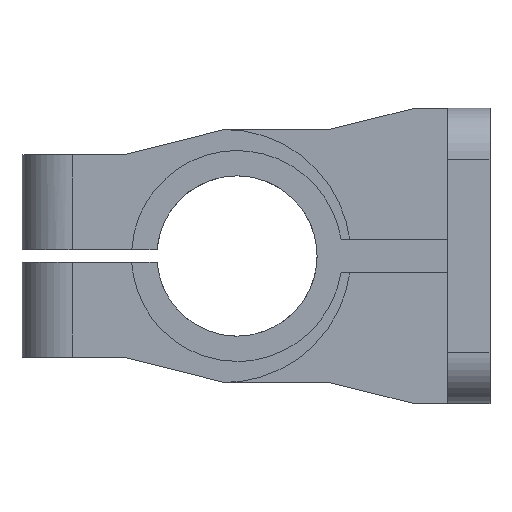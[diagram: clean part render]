
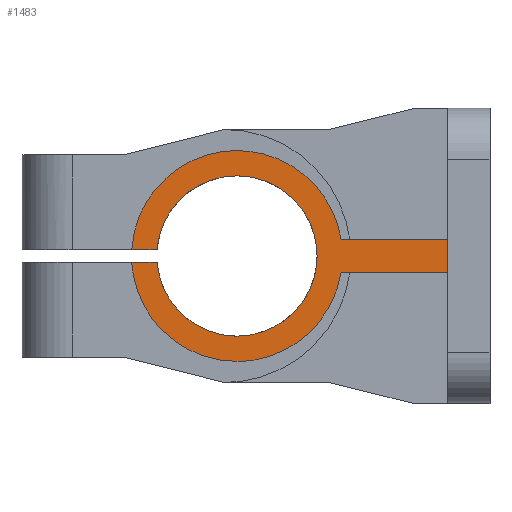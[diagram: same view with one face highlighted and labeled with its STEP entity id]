
A CAD part, left-side view. The second image highlights one B-rep face of the part: STEP entity #1483.
In plain terms, the highlighted free-form (B-spline) face has degree [1, 1] with [2, 2] control points.
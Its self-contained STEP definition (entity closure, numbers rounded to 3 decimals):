
#310 = VERTEX_POINT('',#311);
#311 = CARTESIAN_POINT('',(26.798,89.325,
    -80.393));
#329 = VERTEX_POINT('',#330);
#330 = CARTESIAN_POINT('',(26.798,89.325,
    -23.82));
#335 = EDGE_CURVE('',#310,#329,#336,.T.);
#336 = ( BOUNDED_CURVE() B_SPLINE_CURVE(2,(#337,#338,#339,#340,#341),
.UNSPECIFIED.,.F.,.F.) B_SPLINE_CURVE_WITH_KNOTS((3,2,3),(3.142,
4.712,6.283),.PIECEWISE_BEZIER_KNOTS.) CURVE() 
GEOMETRIC_REPRESENTATION_ITEM() RATIONAL_B_SPLINE_CURVE((1.,
0.707,1.,0.707,1.)) REPRESENTATION_ITEM('') );
#337 = CARTESIAN_POINT('',(26.798,89.325,
    -80.393));
#338 = CARTESIAN_POINT('',(26.798,61.039,-80.393
    ));
#339 = CARTESIAN_POINT('',(26.798,61.039,-52.106
    ));
#340 = CARTESIAN_POINT('',(26.798,61.039,-23.82
    ));
#341 = CARTESIAN_POINT('',(26.798,89.325,
    -23.82));
#358 = VERTEX_POINT('',#359);
#359 = CARTESIAN_POINT('',(26.798,117.523,-54.339
    ));
#373 = EDGE_CURVE('',#358,#310,#374,.T.);
#374 = ( BOUNDED_CURVE() B_SPLINE_CURVE(2,(#375,#376,#377),
.UNSPECIFIED.,.F.,.F.) B_SPLINE_CURVE_WITH_KNOTS((3,3),(1.65,
3.142),.PIECEWISE_BEZIER_KNOTS.) CURVE() 
GEOMETRIC_REPRESENTATION_ITEM() RATIONAL_B_SPLINE_CURVE((1.,
0.734,1.)) REPRESENTATION_ITEM('') );
#375 = CARTESIAN_POINT('',(26.798,117.523,-54.339
    ));
#376 = CARTESIAN_POINT('',(26.798,115.46,
    -80.393));
#377 = CARTESIAN_POINT('',(26.798,89.325,
    -80.393));
#389 = EDGE_CURVE('',#390,#392,#394,.T.);
#390 = VERTEX_POINT('',#391);
#391 = CARTESIAN_POINT('',(26.798,52.586,-58.061
    ));
#392 = VERTEX_POINT('',#393);
#393 = CARTESIAN_POINT('',(26.798,89.325,
    -89.325));
#394 = ( BOUNDED_CURVE() B_SPLINE_CURVE(2,(#395,#396,#397),
.UNSPECIFIED.,.F.,.F.) B_SPLINE_CURVE_WITH_KNOTS((3,3),(4.873,
6.283),.PIECEWISE_BEZIER_KNOTS.) CURVE() 
GEOMETRIC_REPRESENTATION_ITEM() RATIONAL_B_SPLINE_CURVE((1.,
0.762,1.)) REPRESENTATION_ITEM('') );
#395 = CARTESIAN_POINT('',(26.798,52.586,-58.061
    ));
#396 = CARTESIAN_POINT('',(26.798,57.653,-89.325
    ));
#397 = CARTESIAN_POINT('',(26.798,89.325,
    -89.325));
#770 = EDGE_CURVE('',#392,#771,#773,.T.);
#771 = VERTEX_POINT('',#772);
#772 = CARTESIAN_POINT('',(26.798,126.477,
    -54.339));
#773 = ( BOUNDED_CURVE() B_SPLINE_CURVE(2,(#774,#775,#776),
.UNSPECIFIED.,.F.,.F.) B_SPLINE_CURVE_WITH_KNOTS((3,3),(0.,1.511
),.PIECEWISE_BEZIER_KNOTS.) CURVE() GEOMETRIC_REPRESENTATION_ITEM() 
RATIONAL_B_SPLINE_CURVE((1.,0.728,1.)) REPRESENTATION_ITEM('') 
  );
#774 = CARTESIAN_POINT('',(26.798,89.325,
    -89.325));
#775 = CARTESIAN_POINT('',(26.798,124.374,
    -89.325));
#776 = CARTESIAN_POINT('',(26.798,126.477,
    -54.339));
#794 = EDGE_CURVE('',#795,#797,#799,.T.);
#795 = VERTEX_POINT('',#796);
#796 = CARTESIAN_POINT('',(26.798,126.477,
    -49.873));
#797 = VERTEX_POINT('',#798);
#798 = CARTESIAN_POINT('',(26.798,52.586,
    -46.151));
#799 = ( BOUNDED_CURVE() B_SPLINE_CURVE(2,(#800,#801,#802,#803,#804),
.UNSPECIFIED.,.F.,.F.) B_SPLINE_CURVE_WITH_KNOTS((3,2,3),(1.631,
3.091,4.552),.PIECEWISE_BEZIER_KNOTS.) CURVE() 
GEOMETRIC_REPRESENTATION_ITEM() RATIONAL_B_SPLINE_CURVE((1.,
0.745,1.,0.745,1.)) REPRESENTATION_ITEM('') );
#800 = CARTESIAN_POINT('',(26.798,126.477,
    -49.873));
#801 = CARTESIAN_POINT('',(26.798,124.478,
    -16.611));
#802 = CARTESIAN_POINT('',(26.798,91.197,
    -14.935));
#803 = CARTESIAN_POINT('',(26.798,57.917,-13.258)
  );
#804 = CARTESIAN_POINT('',(26.798,52.586,
    -46.151));
#955 = EDGE_CURVE('',#956,#958,#960,.T.);
#956 = VERTEX_POINT('',#957);
#957 = CARTESIAN_POINT('',(26.798,14.888,
    -46.151));
#958 = VERTEX_POINT('',#959);
#959 = CARTESIAN_POINT('',(26.798,14.888,-58.061
    ));
#960 = B_SPLINE_CURVE_WITH_KNOTS('',1,(#961,#962),.UNSPECIFIED.,.F.,.F.,
  (2,2),(0.,8.),.PIECEWISE_BEZIER_KNOTS.);
#961 = CARTESIAN_POINT('',(26.798,14.888,
    -46.151));
#962 = CARTESIAN_POINT('',(26.798,14.888,-58.061
    ));
#1392 = VERTEX_POINT('',#1393);
#1393 = CARTESIAN_POINT('',(26.798,117.523,
    -49.873));
#1398 = EDGE_CURVE('',#795,#1392,#1399,.T.);
#1399 = B_SPLINE_CURVE_WITH_KNOTS('',1,(#1400,#1401),.UNSPECIFIED.,.F.,
  .F.,(2,2),(-24.955,-18.941),.PIECEWISE_BEZIER_KNOTS.);
#1400 = CARTESIAN_POINT('',(26.798,126.477,
    -49.873));
#1401 = CARTESIAN_POINT('',(26.798,117.523,
    -49.873));
#1435 = EDGE_CURVE('',#358,#771,#1436,.T.);
#1436 = B_SPLINE_CURVE_WITH_KNOTS('',1,(#1437,#1438),.UNSPECIFIED.,.F.,
  .F.,(2,2),(18.941,24.955),.PIECEWISE_BEZIER_KNOTS.);
#1437 = CARTESIAN_POINT('',(26.798,117.523,
    -54.339));
#1438 = CARTESIAN_POINT('',(26.798,126.477,
    -54.339));
#1483 = ADVANCED_FACE('',(#1484),#1510,.T.);
#1484 = FACE_BOUND('',#1485,.T.);
#1485 = EDGE_LOOP('',(#1486,#1487,#1488,#1489,#1490,#1495,#1496,#1501,
    #1502,#1503,#1509));
#1486 = ORIENTED_EDGE('',*,*,#373,.F.);
#1487 = ORIENTED_EDGE('',*,*,#1435,.T.);
#1488 = ORIENTED_EDGE('',*,*,#770,.F.);
#1489 = ORIENTED_EDGE('',*,*,#389,.F.);
#1490 = ORIENTED_EDGE('',*,*,#1491,.F.);
#1491 = EDGE_CURVE('',#958,#390,#1492,.T.);
#1492 = B_SPLINE_CURVE_WITH_KNOTS('',1,(#1493,#1494),.UNSPECIFIED.,.F.,
  .F.,(2,2),(0.,25.322),.PIECEWISE_BEZIER_KNOTS.);
#1493 = CARTESIAN_POINT('',(26.798,14.888,
    -58.061));
#1494 = CARTESIAN_POINT('',(26.798,52.586,
    -58.061));
#1495 = ORIENTED_EDGE('',*,*,#955,.F.);
#1496 = ORIENTED_EDGE('',*,*,#1497,.F.);
#1497 = EDGE_CURVE('',#797,#956,#1498,.T.);
#1498 = B_SPLINE_CURVE_WITH_KNOTS('',1,(#1499,#1500),.UNSPECIFIED.,.F.,
  .F.,(2,2),(-25.322,0.),.PIECEWISE_BEZIER_KNOTS.);
#1499 = CARTESIAN_POINT('',(26.798,52.586,
    -46.151));
#1500 = CARTESIAN_POINT('',(26.798,14.888,
    -46.151));
#1501 = ORIENTED_EDGE('',*,*,#794,.F.);
#1502 = ORIENTED_EDGE('',*,*,#1398,.T.);
#1503 = ORIENTED_EDGE('',*,*,#1504,.F.);
#1504 = EDGE_CURVE('',#329,#1392,#1505,.T.);
#1505 = ( BOUNDED_CURVE() B_SPLINE_CURVE(2,(#1506,#1507,#1508),
.UNSPECIFIED.,.F.,.F.) B_SPLINE_CURVE_WITH_KNOTS((3,3),(0.,
1.492),.PIECEWISE_BEZIER_KNOTS.) CURVE() 
GEOMETRIC_REPRESENTATION_ITEM() RATIONAL_B_SPLINE_CURVE((1.,
0.734,1.)) REPRESENTATION_ITEM('') );
#1506 = CARTESIAN_POINT('',(26.798,89.325,
    -23.82));
#1507 = CARTESIAN_POINT('',(26.798,115.46,
    -23.82));
#1508 = CARTESIAN_POINT('',(26.798,117.523,
    -49.873));
#1509 = ORIENTED_EDGE('',*,*,#335,.F.);
#1510 = B_SPLINE_SURFACE_WITH_KNOTS('',1,1,(
    (#1511,#1512)
    ,(#1513,#1514
    )),.UNSPECIFIED.,.F.,.F.,.F.,(2,2),(2,2),(-25.,25.),(-24.955
    ,50.),.PIECEWISE_BEZIER_KNOTS.);
#1511 = CARTESIAN_POINT('',(26.798,126.477,
    -14.888));
#1512 = CARTESIAN_POINT('',(26.798,14.888,
    -14.888));
#1513 = CARTESIAN_POINT('',(26.798,126.477,
    -89.325));
#1514 = CARTESIAN_POINT('',(26.798,14.888,
    -89.325));
